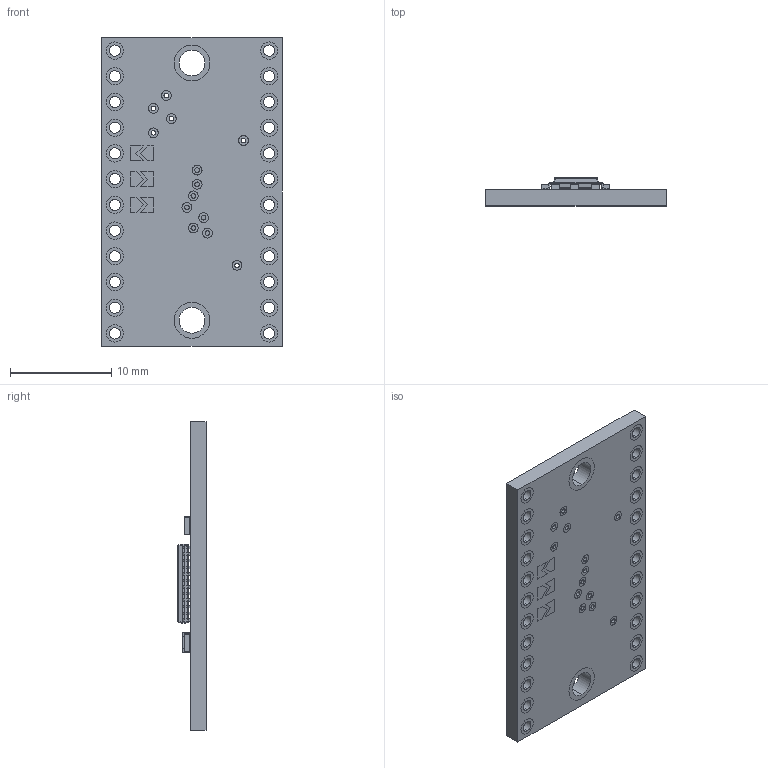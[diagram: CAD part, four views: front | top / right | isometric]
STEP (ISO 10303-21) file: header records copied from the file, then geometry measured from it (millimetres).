
FILE_DESCRIPTION (( 'STEP AP214' ), '1' );
FILE_NAME ('2717.STEP', '2024-05-31T04:27:30', ( 'LENOVO' ), ( '' ), 'SwSTEP 2.0', 'SolidWorks 2021', '' );
FILE_SCHEMA (( 'AUTOMOTIVE_DESIGN' ));
Length unit declared in the file: millimetre
Products named in the file (3): 2717_2717; TCA9548APWR_TCA9548APWR; 2717
Assembly tree (2 placements, depth 2):
  2717
    2717_2717
    TCA9548APWR_TCA9548APWR
Bounding box: 17.78 x 2.77 x 30.48 mm (x, y, z)
Volume: 838.9 mm3; surface area: 2177.4 mm2
Topology: 101 solids, 101 shells, 1005 faces, 2358 edges, 1564 vertices
Faces by surface type: plane 635, cylinder 362, sphere 8
Entity records: 30121 total; most frequent: DIRECTION 5062, CARTESIAN_POINT 5004, ORIENTED_EDGE 4716, EDGE_CURVE 2358, AXIS2_PLACEMENT_3D 1718, VECTOR 1626, LINE 1626, VERTEX_POINT 1564
